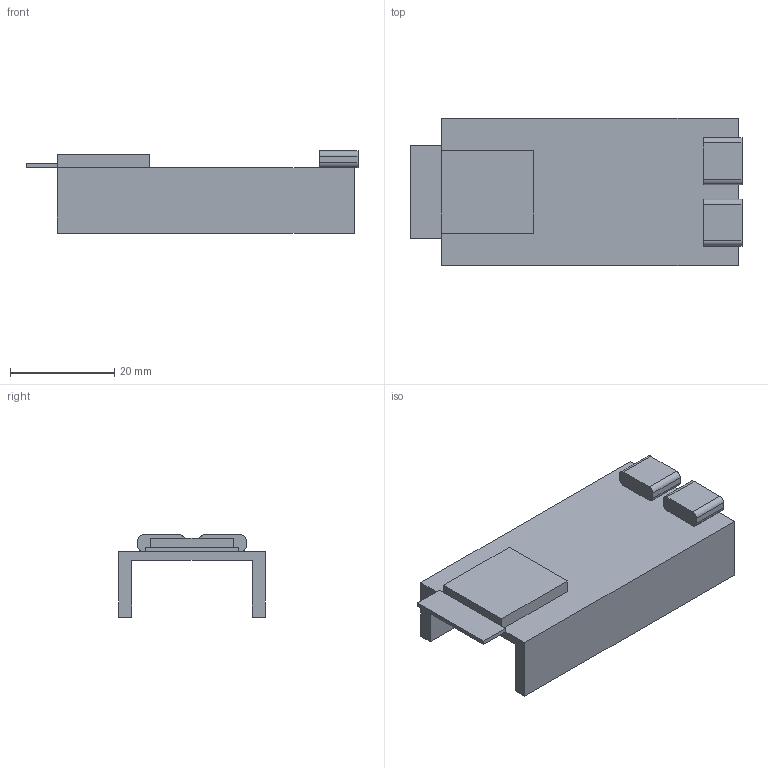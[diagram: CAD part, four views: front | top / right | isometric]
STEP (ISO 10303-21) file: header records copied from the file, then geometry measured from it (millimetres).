
FILE_DESCRIPTION(/* description */ (''),/* implementation_level */ '2;1');
FILE_NAME(/* name */ 'ESP32_S3.step',/* time_stamp */ '2026-01-14T13:02:12Z',/* author */ (''),/* organization */ (''),/* preprocessor_version */ 'ST-DEVELOPER v20.1',/* originating_system */ 'Autodesk Translation Framework v14.21.0.0',/* authorisation */ '');
FILE_SCHEMA (('AUTOMOTIVE_DESIGN { 1 0 10303 214 3 1 1 }'));
Length unit declared in the file: millimetre
Products named in the file (1): ESP32 S3
Bounding box: 63.73 x 28.2 x 15.8 mm (x, y, z)
Volume: 7091.8 mm3; surface area: 6783.6 mm2
Topology: 2 solids, 2 shells, 40 faces, 104 edges, 68 vertices
Faces by surface type: plane 32, cylinder 8
Entity records: 1244 total; most frequent: CARTESIAN_POINT 213, ORIENTED_EDGE 208, DIRECTION 202, EDGE_CURVE 104, LINE 88, VECTOR 88, VERTEX_POINT 68, AXIS2_PLACEMENT_3D 57
